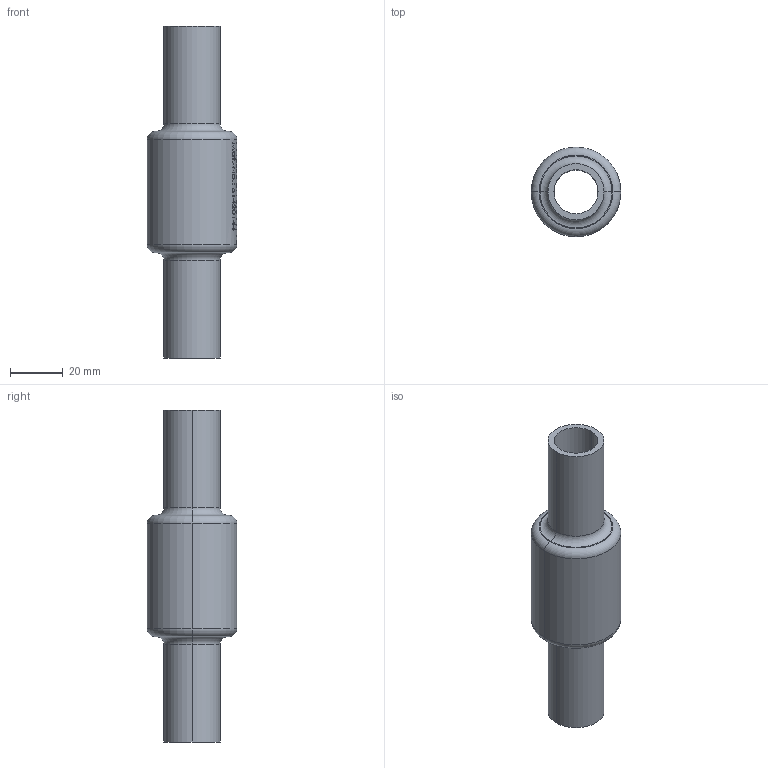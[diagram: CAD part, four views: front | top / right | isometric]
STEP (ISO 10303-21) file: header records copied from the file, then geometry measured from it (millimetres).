
FILE_DESCRIPTION (( 'STEP AP214' ), '1' );
FILE_NAME ('7110000_DN015_ PN16_51420144.STEP', '2022-02-25T07:10:25', ( 'axxx' ), ( 'Hewlett-Packard Company' ), 'SwSTEP 2.0', 'SolidWorks 2019', '' );
FILE_SCHEMA (( 'AUTOMOTIVE_DESIGN' ));
Length unit declared in the file: millimetre
Products named in the file (1): 7110000_DN015_ PN16_51420144
Bounding box: 34 x 34 x 126 mm (x, y, z)
Volume: 42378.5 mm3; surface area: 18997.4 mm2
Topology: 1 solids, 1 shells, 501 faces, 1345 edges, 894 vertices
Faces by surface type: plane 267, bspline 187, cylinder 39, torus 8
Entity records: 25963 total; most frequent: CARTESIAN_POINT 14754, ORIENTED_EDGE 2690, DIRECTION 1645, EDGE_CURVE 1345, VERTEX_POINT 894, LINE 765, VECTOR 765, EDGE_LOOP 551
